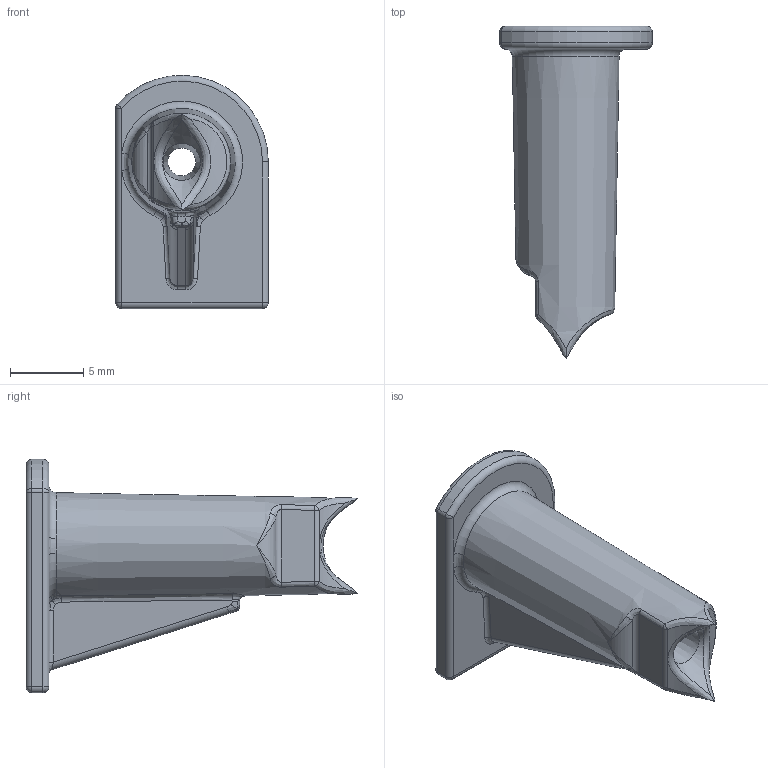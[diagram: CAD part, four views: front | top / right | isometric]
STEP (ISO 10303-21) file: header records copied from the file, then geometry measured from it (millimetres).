
FILE_DESCRIPTION(('FreeCAD Model'),'2;1');
FILE_NAME( 'ptfe_holder.step', '2017-04-12T13:07:31',('Author'),(''), 'Open CASCADE STEP processor 6.9','FreeCAD','Unknown');
FILE_SCHEMA(('AUTOMOTIVE_DESIGN_CC2 { 1 2 10303 214 -1 1 5 4 }'));
Length unit declared in the file: millimetre
Products named in the file (2): ASSEMBLY; PTFE_HOLDER_(Edition_2)
Assembly tree (1 placements, depth 2):
  ASSEMBLY
    PTFE_HOLDER_(Edition_2)
Bounding box: 10.4 x 22.6 x 15.9 mm (x, y, z)
Volume: 743.2 mm3; surface area: 1077.1 mm2
Topology: 1 solids, 1 shells, 201 faces, 523 edges, 328 vertices
Faces by surface type: bspline 70, cylinder 56, plane 55, sphere 8, torus 7, cone 5
Entity records: 19472 total; most frequent: CARTESIAN_POINT 10178, DIRECTION 1343, ORIENTED_EDGE 1042, PCURVE 1042, DEFINITIONAL_REPRESENTATION 1042, LINE 722, VECTOR 722, B_SPLINE_CURVE_WITH_KNOTS 613
